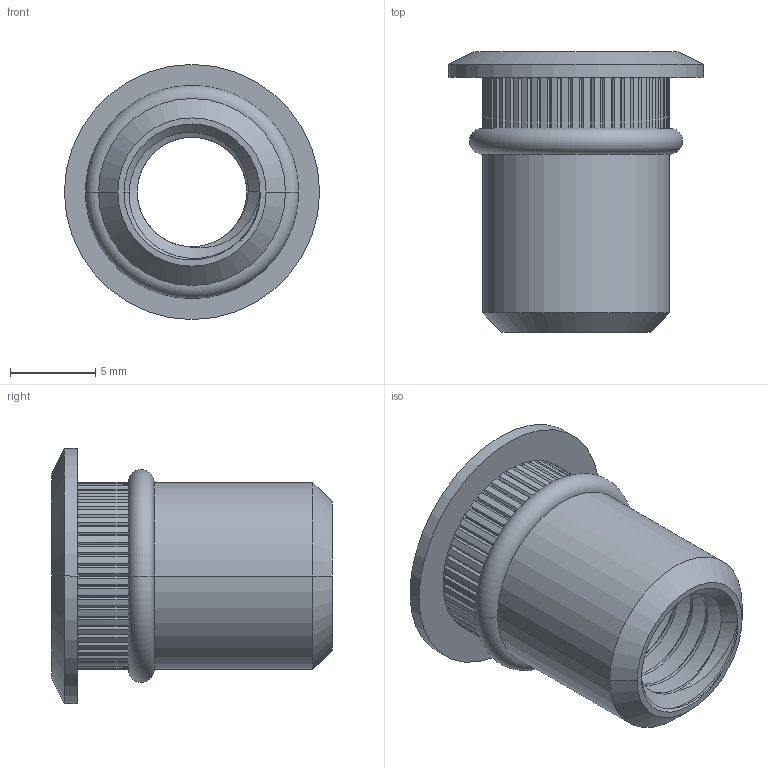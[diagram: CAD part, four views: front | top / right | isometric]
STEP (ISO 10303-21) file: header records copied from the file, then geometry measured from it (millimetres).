
FILE_DESCRIPTION (( 'STEP AP203' ), '1' );
FILE_NAME ('M8 RIVNUT_REV_.step', '2025-08-17T05:19:43', ( '' ), ( '' ), 'SwSTEP 2.0', 'SolidWorks 2024', '' );
FILE_SCHEMA (( 'CONFIG_CONTROL_DESIGN' ));
Length unit declared in the file: millimetre
Products named in the file (1): M8 RIVNUT_REV_
Bounding box: 15 x 16.5 x 15 mm (x, y, z)
Volume: 755.4 mm3; surface area: 1431.4 mm2
Topology: 1 solids, 1 shells, 310 faces, 747 edges, 440 vertices
Faces by surface type: plane 219, cylinder 76, cone 10, bspline 3, torus 2
Entity records: 11396 total; most frequent: CARTESIAN_POINT 4484, ORIENTED_EDGE 1494, DIRECTION 1398, EDGE_CURVE 747, AXIS2_PLACEMENT_3D 495, VERTEX_POINT 440, LINE 408, VECTOR 408
